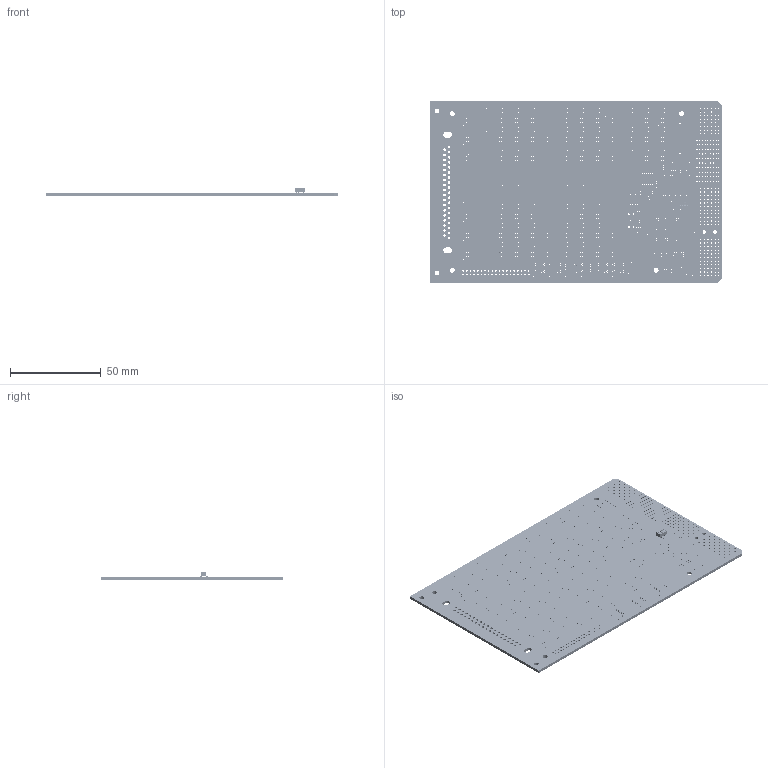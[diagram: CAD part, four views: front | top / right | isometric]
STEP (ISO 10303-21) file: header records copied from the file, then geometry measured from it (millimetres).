
FILE_DESCRIPTION (( 'STEP AP214' ), '1' );
FILE_NAME ('40-297A-021 PXI High Density Precision Resistor Module 9-Channel 1.5 Ohm to 925 Ohm, 0.25 Ohm Resolution.step', '2024-01-19T14:57:21', ( '' ), ( '' ), 'SwSTEP 2.0', 'SolidWorks 2023', '' );
FILE_SCHEMA (( 'AUTOMOTIVE_DESIGN' ));
Length unit declared in the file: millimetre
Products named in the file (7): C-CN-1071; A-PC-1383-X21 Programmable Resistor Mother; C-CN-107-BODY; 40-297A-021 PXI High Density Precision Resistor Module 9-Channel 1.5 Ohm to 925 Ohm, 0.25 Ohm Resolution; C-CN-107-PIN; C-PC-1383 Programmable Resistor Motherboard; A-PC-1383-X21-# Programmable Resistor Mother
Assembly tree (13 placements, depth 5):
  40-297A-021 PXI High Density Precision Resistor Module 9-Channel 1.5 Ohm to 925 Ohm, 0.25 Ohm Resolution
    A-PC-1383-X21 Programmable Resistor Mother
      A-PC-1383-X21-# Programmable Resistor Mother
        C-PC-1383 Programmable Resistor Motherboard
        C-CN-1071
          C-CN-107-BODY
          C-CN-107-PIN  x8
Bounding box: 160 x 100 x 3.85 mm (x, y, z)
Volume: 25031.6 mm3; surface area: 35757.7 mm2
Topology: 11 solids, 11 shells, 3664 faces, 10662 edges, 7012 vertices
Faces by surface type: cylinder 3072, plane 560, bspline 32
Entity records: 146474 total; most frequent: DIRECTION 21376, CARTESIAN_POINT 18946, ORIENTED_EDGE 18692, EDGE_CURVE 9346, AXIS2_PLACEMENT_3D 8934, VERTEX_POINT 6200, EDGE_LOOP 6014, CIRCLE 5773
